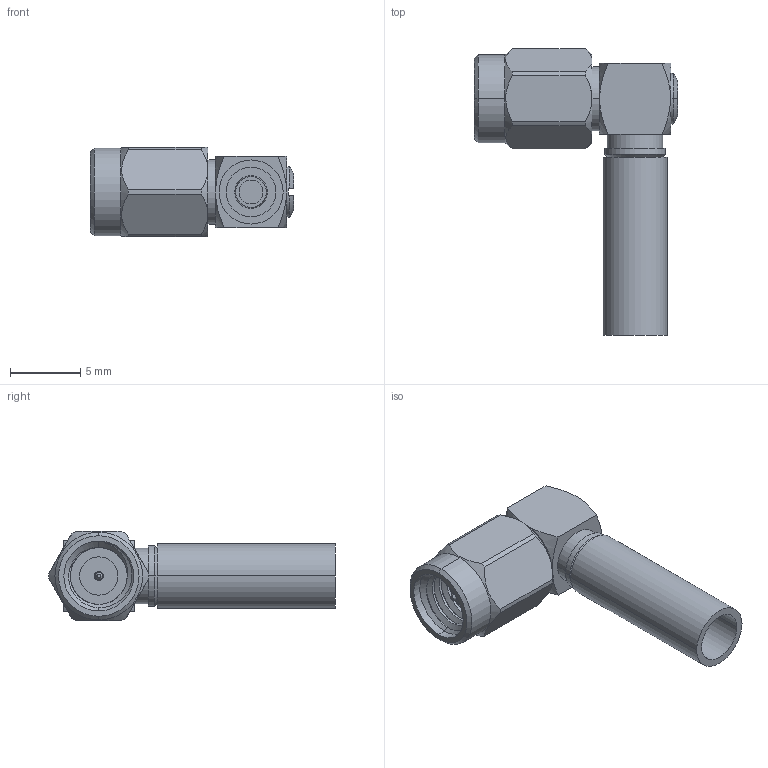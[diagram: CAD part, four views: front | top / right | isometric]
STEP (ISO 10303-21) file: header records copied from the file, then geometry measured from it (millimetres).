
FILE_DESCRIPTION (( 'STEP AP203' ), '1' );
FILE_NAME ('FMCN1862_3D.STEP', '2022-02-21T15:22:05', ( '' ), ( '' ), 'SwSTEP 2.0', 'SolidWorks 2021', '' );
FILE_SCHEMA (( 'CONFIG_CONTROL_DESIGN' ));
Length unit declared in the file: inch
Products named in the file (1): FMCN1862_3D
Bounding box: 14.48 x 20.44 x 6.35 mm (x, y, z)
Volume: 485.8 mm3; surface area: 894.9 mm2
Topology: 2 solids, 2 shells, 101 faces, 231 edges, 145 vertices
Faces by surface type: cylinder 40, plane 29, cone 29, bspline 3
Entity records: 3819 total; most frequent: CARTESIAN_POINT 1526, ORIENTED_EDGE 462, DIRECTION 458, EDGE_CURVE 231, AXIS2_PLACEMENT_3D 194, VERTEX_POINT 145, EDGE_LOOP 114, ADVANCED_FACE 101
